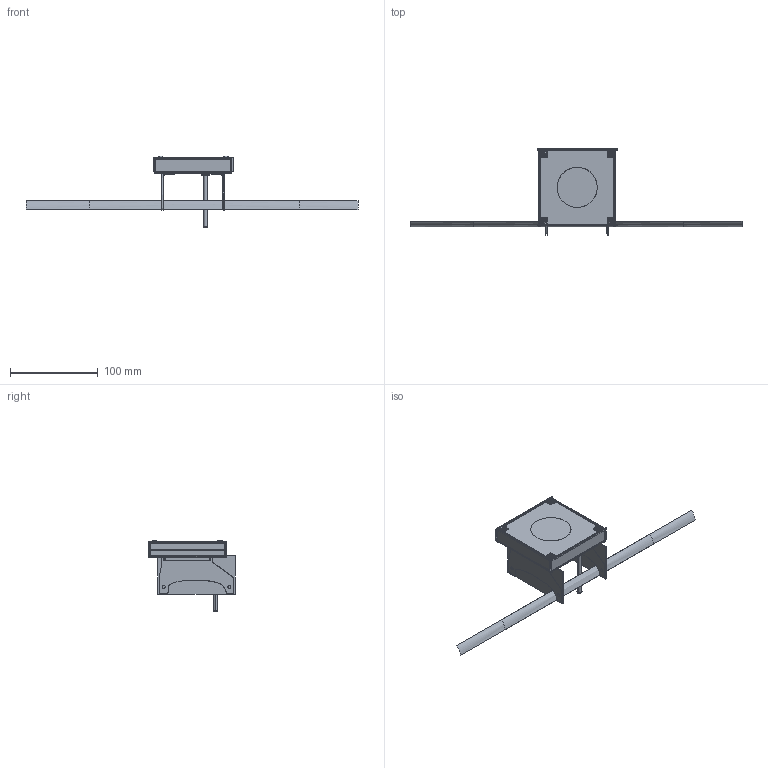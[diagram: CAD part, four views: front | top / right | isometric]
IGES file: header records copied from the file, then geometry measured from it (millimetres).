
Start section:  PTC IGES file: 193489.igs
Global section: file name: 193489.igs; native system: Creo Parametric by Parametric Technology Corporation; preprocessor: 2013230; author: PDMAdmin; organization: Unknown; date: 20160407.085300; units: millimetre
Bounding box: 377.92 x 98.67 x 81.81 mm (x, y, z)
Volume: 39726.7 mm3; surface area: 316588.6 mm2
Topology: 27 solids, 27 shells, 1362 faces, 6866 edges, 8684 vertices
Faces by surface type: revolution 702, bspline 656, extrusion 4
